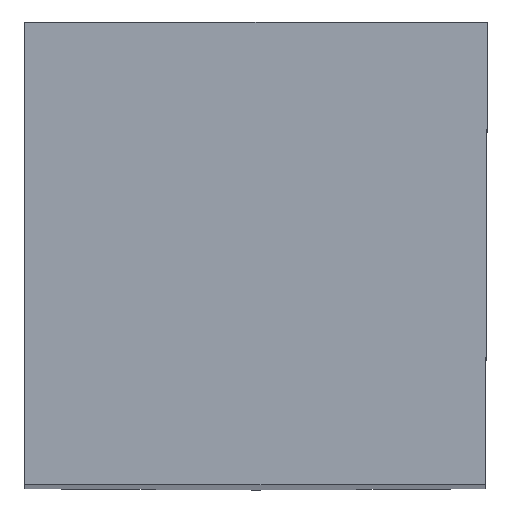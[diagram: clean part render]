
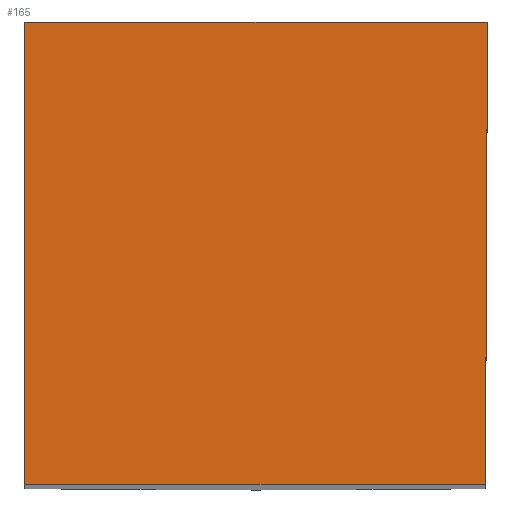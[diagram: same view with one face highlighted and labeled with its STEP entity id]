
A CAD part, top view. The second image highlights one B-rep face of the part: STEP entity #165.
In plain terms, the highlighted planar face has unit normal (0, 0, 1).
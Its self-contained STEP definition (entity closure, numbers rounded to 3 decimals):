
#130=FACE_OUTER_BOUND('',#368,.T.);
#165=ADVANCED_FACE('BLANK_BOXF006',(#130),#191,.F.);
#191=PLANE('',#843);
#218=LINE('',#1199,#274);
#245=LINE('',#1327,#301);
#252=LINE('',#1343,#308);
#253=LINE('',#1344,#309);
#274=VECTOR('',#945,1.);
#301=VECTOR('',#1012,1.);
#308=VECTOR('',#1029,1.);
#309=VECTOR('',#1030,1.);
#368=EDGE_LOOP('',(#510,#511,#512,#513));
#510=ORIENTED_EDGE('',*,*,#693,.F.);
#511=ORIENTED_EDGE('',*,*,#684,.F.);
#512=ORIENTED_EDGE('',*,*,#694,.F.);
#513=ORIENTED_EDGE('',*,*,#645,.F.);
#577=VERTEX_POINT('',#1198);
#578=VERTEX_POINT('',#1200);
#606=VERTEX_POINT('',#1326);
#607=VERTEX_POINT('',#1328);
#645=EDGE_CURVE('',#577,#578,#218,.T.);
#684=EDGE_CURVE('',#606,#607,#245,.T.);
#693=EDGE_CURVE('',#607,#577,#252,.T.);
#694=EDGE_CURVE('',#578,#606,#253,.T.);
#843=AXIS2_PLACEMENT_3D('',#1345,#1031,#1032);
#945=DIRECTION('',(1.,0.,0.));
#1012=DIRECTION('',(-1.,0.,0.));
#1029=DIRECTION('',(0.,1.,0.));
#1030=DIRECTION('',(-0.004,-1.,0.));
#1031=DIRECTION('',(0.,0.,-1.));
#1032=DIRECTION('',(-1.,0.,0.));
#1198=CARTESIAN_POINT('',(-19.875,19.875,0.));
#1199=CARTESIAN_POINT('',(-137.35,19.875,0.));
#1200=CARTESIAN_POINT('',(0.,19.875,0.));
#1326=CARTESIAN_POINT('',(-0.087,0.,0.));
#1327=CARTESIAN_POINT('',(137.35,0.,0.));
#1328=CARTESIAN_POINT('',(-19.875,0.,0.));
#1343=CARTESIAN_POINT('',(-19.875,-137.35,0.));
#1344=CARTESIAN_POINT('',(0.513,137.349,0.));
#1345=CARTESIAN_POINT('',(-24.875,-5.,0.));
